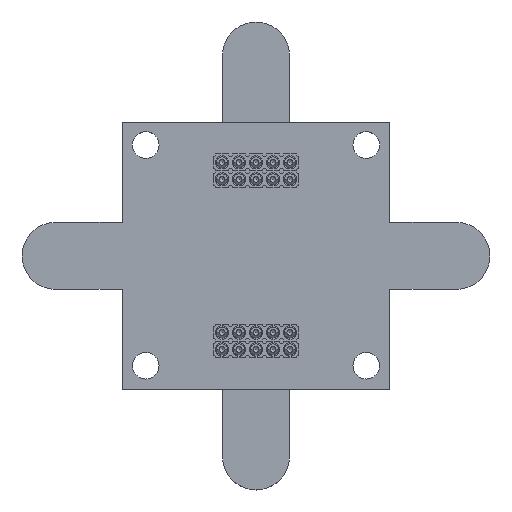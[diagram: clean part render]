
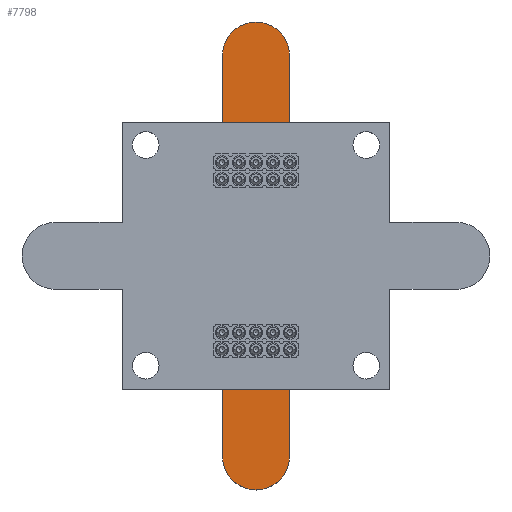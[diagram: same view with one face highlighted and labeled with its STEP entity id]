
A CAD part, top view. The second image highlights one B-rep face of the part: STEP entity #7798.
In plain terms, the highlighted planar face has unit normal (0, 0, 1).
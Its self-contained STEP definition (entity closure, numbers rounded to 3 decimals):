
#271=FACE_BOUND('',#1271,.T.);
#272=FACE_BOUND('',#1272,.T.);
#273=FACE_BOUND('',#1273,.T.);
#274=FACE_BOUND('',#1274,.T.);
#369=CIRCLE('',#8411,2.);
#370=CIRCLE('',#8413,2.);
#371=CIRCLE('',#8415,2.);
#372=CIRCLE('',#8417,2.);
#373=CIRCLE('',#8419,5.);
#374=CIRCLE('',#8426,5.);
#827=FACE_OUTER_BOUND('',#1270,.T.);
#1270=EDGE_LOOP('',(#6956,#6957,#6958,#6959,#6960,#6961,#6962,#6963,#6964,
#6965,#6966,#6967));
#1271=EDGE_LOOP('',(#6968));
#1272=EDGE_LOOP('',(#6969));
#1273=EDGE_LOOP('',(#6970));
#1274=EDGE_LOOP('',(#6971));
#2191=LINE('',#12591,#3146);
#2193=LINE('',#12595,#3148);
#2195=LINE('',#12599,#3150);
#2197=LINE('',#12603,#3152);
#2199=LINE('',#12607,#3154);
#2202=LINE('',#12615,#3157);
#2204=LINE('',#12619,#3159);
#2206=LINE('',#12623,#3161);
#2208=LINE('',#12627,#3163);
#2210=LINE('',#12630,#3165);
#3146=VECTOR('',#10365,10.);
#3148=VECTOR('',#10369,10.);
#3150=VECTOR('',#10373,10.);
#3152=VECTOR('',#10377,10.);
#3154=VECTOR('',#10381,10.);
#3157=VECTOR('',#10390,10.);
#3159=VECTOR('',#10394,10.);
#3161=VECTOR('',#10398,10.);
#3163=VECTOR('',#10402,10.);
#3165=VECTOR('',#10406,10.);
#3866=VERTEX_POINT('',#12568);
#3867=VERTEX_POINT('',#12572);
#3868=VERTEX_POINT('',#12576);
#3869=VERTEX_POINT('',#12580);
#3870=VERTEX_POINT('',#12584);
#3871=VERTEX_POINT('',#12585);
#3872=VERTEX_POINT('',#12590);
#3873=VERTEX_POINT('',#12594);
#3874=VERTEX_POINT('',#12598);
#3875=VERTEX_POINT('',#12602);
#3876=VERTEX_POINT('',#12606);
#3877=VERTEX_POINT('',#12610);
#3878=VERTEX_POINT('',#12614);
#3879=VERTEX_POINT('',#12618);
#3880=VERTEX_POINT('',#12622);
#3881=VERTEX_POINT('',#12626);
#4888=EDGE_CURVE('',#3866,#3866,#369,.T.);
#4890=EDGE_CURVE('',#3867,#3867,#370,.T.);
#4892=EDGE_CURVE('',#3868,#3868,#371,.T.);
#4894=EDGE_CURVE('',#3869,#3869,#372,.T.);
#4895=EDGE_CURVE('',#3870,#3871,#373,.T.);
#4898=EDGE_CURVE('',#3871,#3872,#2191,.T.);
#4900=EDGE_CURVE('',#3873,#3872,#2193,.T.);
#4902=EDGE_CURVE('',#3874,#3873,#2195,.T.);
#4904=EDGE_CURVE('',#3875,#3874,#2197,.T.);
#4906=EDGE_CURVE('',#3875,#3876,#2199,.T.);
#4908=EDGE_CURVE('',#3876,#3877,#374,.T.);
#4910=EDGE_CURVE('',#3877,#3878,#2202,.T.);
#4912=EDGE_CURVE('',#3879,#3878,#2204,.T.);
#4914=EDGE_CURVE('',#3880,#3879,#2206,.T.);
#4916=EDGE_CURVE('',#3881,#3880,#2208,.T.);
#4918=EDGE_CURVE('',#3881,#3870,#2210,.T.);
#6956=ORIENTED_EDGE('',*,*,#4918,.T.);
#6957=ORIENTED_EDGE('',*,*,#4895,.T.);
#6958=ORIENTED_EDGE('',*,*,#4898,.T.);
#6959=ORIENTED_EDGE('',*,*,#4900,.F.);
#6960=ORIENTED_EDGE('',*,*,#4902,.F.);
#6961=ORIENTED_EDGE('',*,*,#4904,.F.);
#6962=ORIENTED_EDGE('',*,*,#4906,.T.);
#6963=ORIENTED_EDGE('',*,*,#4908,.T.);
#6964=ORIENTED_EDGE('',*,*,#4910,.T.);
#6965=ORIENTED_EDGE('',*,*,#4912,.F.);
#6966=ORIENTED_EDGE('',*,*,#4914,.F.);
#6967=ORIENTED_EDGE('',*,*,#4916,.F.);
#6968=ORIENTED_EDGE('',*,*,#4888,.T.);
#6969=ORIENTED_EDGE('',*,*,#4890,.T.);
#6970=ORIENTED_EDGE('',*,*,#4892,.T.);
#6971=ORIENTED_EDGE('',*,*,#4894,.T.);
#7411=PLANE('',#8432);
#7798=ADVANCED_FACE('',(#827,#271,#272,#273,#274),#7411,.T.);
#8411=AXIS2_PLACEMENT_3D('',#12570,#10340,#10341);
#8413=AXIS2_PLACEMENT_3D('',#12574,#10345,#10346);
#8415=AXIS2_PLACEMENT_3D('',#12578,#10350,#10351);
#8417=AXIS2_PLACEMENT_3D('',#12582,#10355,#10356);
#8419=AXIS2_PLACEMENT_3D('',#12586,#10359,#10360);
#8426=AXIS2_PLACEMENT_3D('',#12611,#10385,#10386);
#8432=AXIS2_PLACEMENT_3D('',#12631,#10407,#10408);
#10340=DIRECTION('center_axis',(0.,0.,-1.));
#10341=DIRECTION('ref_axis',(-1.,0.,0.));
#10345=DIRECTION('center_axis',(0.,0.,-1.));
#10346=DIRECTION('ref_axis',(-1.,0.,0.));
#10350=DIRECTION('center_axis',(0.,0.,-1.));
#10351=DIRECTION('ref_axis',(-1.,0.,0.));
#10355=DIRECTION('center_axis',(0.,0.,-1.));
#10356=DIRECTION('ref_axis',(-1.,0.,0.));
#10359=DIRECTION('center_axis',(0.,0.,1.));
#10360=DIRECTION('ref_axis',(1.,0.,0.));
#10365=DIRECTION('',(0.,-1.,0.));
#10369=DIRECTION('',(1.,0.,0.));
#10373=DIRECTION('',(0.,1.,0.));
#10377=DIRECTION('',(-1.,0.,0.));
#10381=DIRECTION('',(0.,-1.,0.));
#10385=DIRECTION('center_axis',(0.,0.,1.));
#10386=DIRECTION('ref_axis',(-1.,0.,0.));
#10390=DIRECTION('',(0.,1.,0.));
#10394=DIRECTION('',(-1.,0.,0.));
#10398=DIRECTION('',(0.,-1.,0.));
#10402=DIRECTION('',(1.,0.,0.));
#10406=DIRECTION('',(0.,1.,0.));
#10407=DIRECTION('center_axis',(0.,0.,1.));
#10408=DIRECTION('ref_axis',(1.,0.,0.));
#12568=CARTESIAN_POINT('',(18.5,-16.416,-1.222));
#12570=CARTESIAN_POINT('Origin',(16.5,-16.416,-1.222));
#12572=CARTESIAN_POINT('',(18.5,16.584,-1.222));
#12574=CARTESIAN_POINT('Origin',(16.5,16.584,-1.222));
#12576=CARTESIAN_POINT('',(-14.5,-16.416,-1.222));
#12578=CARTESIAN_POINT('Origin',(-16.5,-16.416,-1.222));
#12580=CARTESIAN_POINT('',(-14.5,16.584,-1.222));
#12582=CARTESIAN_POINT('Origin',(-16.5,16.584,-1.222));
#12584=CARTESIAN_POINT('',(5.,30.,-1.222));
#12585=CARTESIAN_POINT('',(-5.,30.,-1.222));
#12586=CARTESIAN_POINT('Origin',(0.,30.,-1.222));
#12590=CARTESIAN_POINT('',(-5.,20.,-1.222));
#12591=CARTESIAN_POINT('',(-5.,30.,-1.222));
#12594=CARTESIAN_POINT('',(-20.,20.,-1.222));
#12595=CARTESIAN_POINT('',(-20.,20.,-1.222));
#12598=CARTESIAN_POINT('',(-20.,-20.,-1.222));
#12599=CARTESIAN_POINT('',(-20.,-20.,-1.222));
#12602=CARTESIAN_POINT('',(-5.,-20.,-1.222));
#12603=CARTESIAN_POINT('',(20.,-20.,-1.222));
#12606=CARTESIAN_POINT('',(-5.,-30.,-1.222));
#12607=CARTESIAN_POINT('',(-5.,30.,-1.222));
#12610=CARTESIAN_POINT('',(5.,-30.,-1.222));
#12611=CARTESIAN_POINT('Origin',(0.,-30.,
-1.222));
#12614=CARTESIAN_POINT('',(5.,-20.,-1.222));
#12615=CARTESIAN_POINT('',(5.,-30.,-1.222));
#12618=CARTESIAN_POINT('',(20.,-20.,-1.222));
#12619=CARTESIAN_POINT('',(20.,-20.,-1.222));
#12622=CARTESIAN_POINT('',(20.,20.,-1.222));
#12623=CARTESIAN_POINT('',(20.,20.,-1.222));
#12626=CARTESIAN_POINT('',(5.,20.,-1.222));
#12627=CARTESIAN_POINT('',(-20.,20.,-1.222));
#12630=CARTESIAN_POINT('',(5.,-30.,-1.222));
#12631=CARTESIAN_POINT('Origin',(0.,0.,
-1.222));
